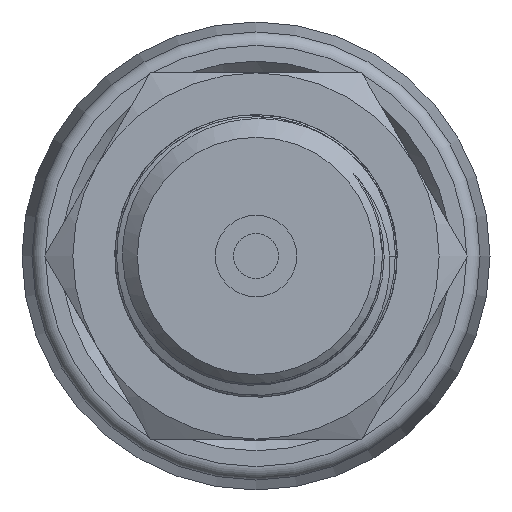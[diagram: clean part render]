
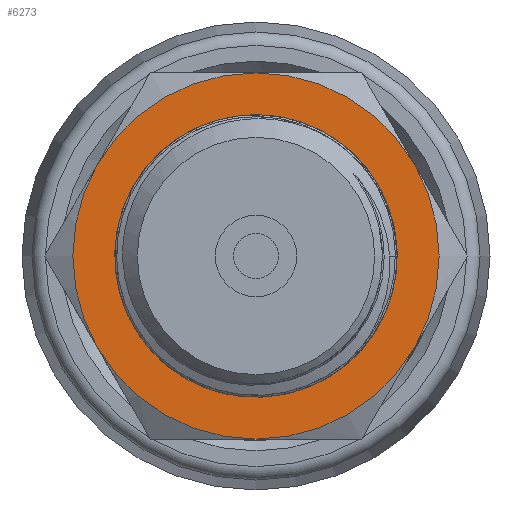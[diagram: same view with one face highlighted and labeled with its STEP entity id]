
A CAD part, left-side view. The second image highlights one B-rep face of the part: STEP entity #6273.
In plain terms, the highlighted planar face has unit normal (-1, 0, 0).
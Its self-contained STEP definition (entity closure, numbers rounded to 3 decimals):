
#91=PLANE('',#6576);
#363=FACE_BOUND('',#1099,.T.);
#726=FACE_OUTER_BOUND('',#1098,.T.);
#1098=EDGE_LOOP('',(#5855));
#1099=EDGE_LOOP('',(#5856));
#1247=CIRCLE('',#6566,10.);
#1249=CIRCLE('',#6574,13.5);
#3012=VERTEX_POINT('',#25170);
#3013=VERTEX_POINT('',#27024);
#3954=EDGE_CURVE('',#3012,#3012,#1247,.T.);
#3962=EDGE_CURVE('',#3013,#3013,#1249,.T.);
#5855=ORIENTED_EDGE('',*,*,#3962,.F.);
#5856=ORIENTED_EDGE('',*,*,#3954,.T.);
#6273=ADVANCED_FACE('',(#726,#363),#91,.T.);
#6566=AXIS2_PLACEMENT_3D('',#25171,#7471,#7472);
#6574=AXIS2_PLACEMENT_3D('',#27026,#7490,#7491);
#6576=AXIS2_PLACEMENT_3D('',#27028,#7494,#7495);
#7471=DIRECTION('center_axis',(1.,0.,0.));
#7472=DIRECTION('ref_axis',(0.,0.,-1.));
#7490=DIRECTION('center_axis',(1.,0.,0.));
#7491=DIRECTION('ref_axis',(0.,0.,-1.));
#7494=DIRECTION('center_axis',(-1.,0.,0.));
#7495=DIRECTION('ref_axis',(0.,0.,1.));
#25170=CARTESIAN_POINT('',(-47.,0.,10.));
#25171=CARTESIAN_POINT('Origin',(-47.,0.,0.));
#27024=CARTESIAN_POINT('',(-47.,-13.5,0.));
#27026=CARTESIAN_POINT('Origin',(-47.,0.,0.));
#27028=CARTESIAN_POINT('Origin',(-47.,13.5,0.));
